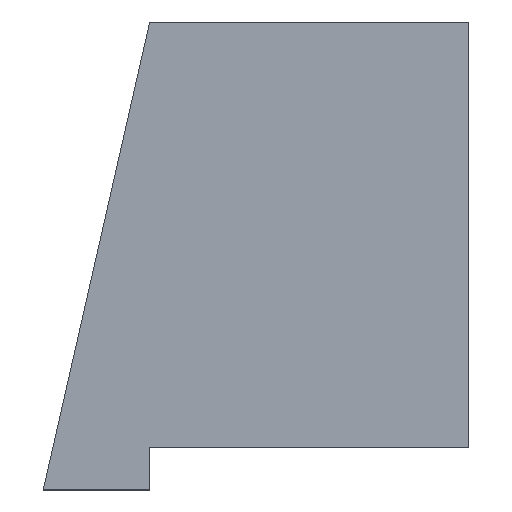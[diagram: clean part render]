
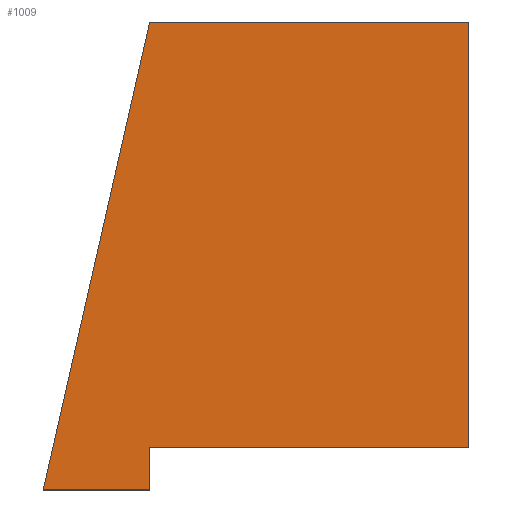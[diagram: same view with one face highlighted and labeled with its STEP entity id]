
A CAD part, top view. The second image highlights one B-rep face of the part: STEP entity #1009.
In plain terms, the highlighted planar face has unit normal (0, 0, 1).
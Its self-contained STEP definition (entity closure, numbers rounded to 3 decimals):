
#826=DIRECTION('',(1.,0.,0.));
#827=VECTOR('',#826,50.);
#828=CARTESIAN_POINT('',(-100.,-120.,100.));
#829=LINE('',#828,#827);
#833=DIRECTION('',(-0.222,-0.975,0.));
#834=VECTOR('',#833,225.61);
#835=CARTESIAN_POINT('',(-50.,100.,100.));
#836=LINE('',#835,#834);
#840=DIRECTION('',(-1.,0.,0.));
#841=VECTOR('',#840,150.);
#842=CARTESIAN_POINT('',(100.,100.,100.));
#843=LINE('',#842,#841);
#847=DIRECTION('',(0.,1.,0.));
#848=VECTOR('',#847,200.);
#849=CARTESIAN_POINT('',(100.,-100.,100.));
#850=LINE('',#849,#848);
#854=DIRECTION('',(1.,0.,0.));
#855=VECTOR('',#854,150.);
#856=CARTESIAN_POINT('',(-50.,-100.,100.));
#857=LINE('',#856,#855);
#861=DIRECTION('',(0.,1.,0.));
#862=VECTOR('',#861,20.);
#863=CARTESIAN_POINT('',(-50.,-120.,100.));
#864=LINE('',#863,#862);
#880=CARTESIAN_POINT('',(-100.,-120.,100.));
#881=CARTESIAN_POINT('',(-50.,-120.,100.));
#882=VERTEX_POINT('',#880);
#883=VERTEX_POINT('',#881);
#884=CARTESIAN_POINT('',(-50.,-100.,100.));
#885=VERTEX_POINT('',#884);
#886=CARTESIAN_POINT('',(100.,-100.,100.));
#887=VERTEX_POINT('',#886);
#888=CARTESIAN_POINT('',(100.,100.,100.));
#889=VERTEX_POINT('',#888);
#890=CARTESIAN_POINT('',(-50.,100.,100.));
#891=VERTEX_POINT('',#890);
#996=CARTESIAN_POINT('',(0.,0.,100.));
#997=DIRECTION('',(0.,0.,1.));
#998=DIRECTION('',(0.,1.,0.));
#999=AXIS2_PLACEMENT_3D('',#996,#997,#998);
#1000=PLANE('',#999);
#1001=ORIENTED_EDGE('',*,*,#920,.F.);
#1002=ORIENTED_EDGE('',*,*,#935,.F.);
#1003=ORIENTED_EDGE('',*,*,#949,.F.);
#1004=ORIENTED_EDGE('',*,*,#963,.F.);
#1005=ORIENTED_EDGE('',*,*,#977,.F.);
#1006=ORIENTED_EDGE('',*,*,#990,.F.);
#1007=EDGE_LOOP('',(#1001,#1002,#1003,#1004,#1005,#1006));
#1008=FACE_OUTER_BOUND('',#1007,.F.);
#1009=ADVANCED_FACE('',(#1008),#1000,.T.);
#920=EDGE_CURVE('',#882,#883,#829,.T.);
#935=EDGE_CURVE('',#891,#882,#836,.T.);
#949=EDGE_CURVE('',#889,#891,#843,.T.);
#963=EDGE_CURVE('',#887,#889,#850,.T.);
#977=EDGE_CURVE('',#885,#887,#857,.T.);
#990=EDGE_CURVE('',#883,#885,#864,.T.);
